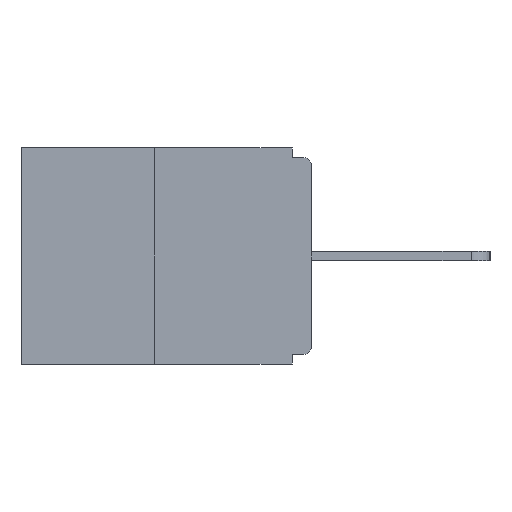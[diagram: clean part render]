
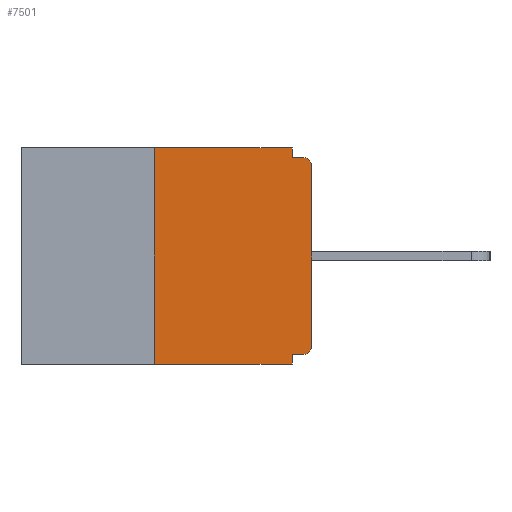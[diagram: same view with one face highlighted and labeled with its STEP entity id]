
A CAD part, left-side view. The second image highlights one B-rep face of the part: STEP entity #7501.
In plain terms, the highlighted planar face has unit normal (-1, 0, 0).
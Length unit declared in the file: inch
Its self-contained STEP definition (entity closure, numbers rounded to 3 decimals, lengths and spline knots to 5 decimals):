
#70 = CARTESIAN_POINT ( 'NONE',  ( 0., 0.031, 0. ) ) ;
#169 = EDGE_CURVE ( 'NONE', #11527, #10371, #1387, .T. ) ;
#216 = VERTEX_POINT ( 'NONE', #1530 ) ;
#493 = CARTESIAN_POINT ( 'NONE',  ( 0., 0.25, -0.343 ) ) ;
#668 = CARTESIAN_POINT ( 'NONE',  ( 0., 0., 0. ) ) ;
#768 = DIRECTION ( 'NONE',  ( 0., -1., 0. ) ) ;
#978 = CARTESIAN_POINT ( 'NONE',  ( 0., 0., -0.015 ) ) ;
#980 = CARTESIAN_POINT ( 'NONE',  ( 0., 0., -0.03 ) ) ;
#1269 = LINE ( 'NONE', #2808, #8347 ) ;
#1294 = ORIENTED_EDGE ( 'NONE', *, *, #9465, .F. ) ;
#1331 = VERTEX_POINT ( 'NONE', #493 ) ;
#1387 = LINE ( 'NONE', #3590, #3485 ) ;
#1432 = LINE ( 'NONE', #3231, #3846 ) ;
#1530 = CARTESIAN_POINT ( 'NONE',  ( 0., 0.031, -0.328 ) ) ;
#1552 = EDGE_CURVE ( 'NONE', #5794, #6712, #6868, .T. ) ;
#1829 = EDGE_CURVE ( 'NONE', #6712, #9013, #8782, .T. ) ;
#1988 = ORIENTED_EDGE ( 'NONE', *, *, #9994, .F. ) ;
#2176 = LINE ( 'NONE', #9099, #5349 ) ;
#2514 = VECTOR ( 'NONE', #11300, 39.37008 ) ;
#2808 = CARTESIAN_POINT ( 'NONE',  ( 0., 0.46, -0.343 ) ) ;
#2932 = DIRECTION ( 'NONE',  ( 0., 0., -1. ) ) ;
#3164 = ORIENTED_EDGE ( 'NONE', *, *, #169, .F. ) ;
#3203 = EDGE_CURVE ( 'NONE', #10498, #5794, #6026, .T. ) ;
#3231 = CARTESIAN_POINT ( 'NONE',  ( 0., 0.25, 0. ) ) ;
#3286 = DIRECTION ( 'NONE',  ( 0., 0., -1. ) ) ;
#3298 = DIRECTION ( 'NONE',  ( -1., 0., 0. ) ) ;
#3436 = DIRECTION ( 'NONE',  ( 0., 0., -1. ) ) ;
#3485 = VECTOR ( 'NONE', #11593, 39.37008 ) ;
#3550 = LINE ( 'NONE', #70, #8001 ) ;
#3590 = CARTESIAN_POINT ( 'NONE',  ( 0., 0.46, 0. ) ) ;
#3811 = ORIENTED_EDGE ( 'NONE', *, *, #8531, .F. ) ;
#3846 = VECTOR ( 'NONE', #6909, 39.37008 ) ;
#4170 = ORIENTED_EDGE ( 'NONE', *, *, #3203, .T. ) ;
#4498 = EDGE_CURVE ( 'NONE', #7210, #9013, #5317, .T. ) ;
#4612 = AXIS2_PLACEMENT_3D ( 'NONE', #7321, #7299, #11239 ) ;
#4650 = VECTOR ( 'NONE', #5851, 39.37008 ) ;
#4773 = DIRECTION ( 'NONE',  ( 0., -1., 0. ) ) ;
#4917 = ORIENTED_EDGE ( 'NONE', *, *, #1552, .T. ) ;
#4942 = LINE ( 'NONE', #8319, #4650 ) ;
#5317 = LINE ( 'NONE', #978, #7332 ) ;
#5349 = VECTOR ( 'NONE', #2932, 39.37008 ) ;
#5571 = CARTESIAN_POINT ( 'NONE',  ( 0., 0.015, -0.015 ) ) ;
#5747 = AXIS2_PLACEMENT_3D ( 'NONE', #10954, #3298, #3286 ) ;
#5794 = VERTEX_POINT ( 'NONE', #10646 ) ;
#5851 = DIRECTION ( 'NONE',  ( 0., 1., 0. ) ) ;
#6026 = CIRCLE ( 'NONE', #4612, 0.015 ) ;
#6516 = CARTESIAN_POINT ( 'NONE',  ( 0., 0.015, -0.328 ) ) ;
#6712 = VERTEX_POINT ( 'NONE', #980 ) ;
#6868 = LINE ( 'NONE', #668, #2514 ) ;
#6909 = DIRECTION ( 'NONE',  ( 0., 0., 1. ) ) ;
#7210 = VERTEX_POINT ( 'NONE', #7632 ) ;
#7253 = CARTESIAN_POINT ( 'NONE',  ( 0., 0.031, 0. ) ) ;
#7299 = DIRECTION ( 'NONE',  ( -1., 0., 0. ) ) ;
#7321 = CARTESIAN_POINT ( 'NONE',  ( 0., 0.015, -0.313 ) ) ;
#7332 = VECTOR ( 'NONE', #768, 39.37008 ) ;
#7501 = ADVANCED_FACE ( 'NONE', ( #9421 ), #7888, .F. ) ;
#7632 = CARTESIAN_POINT ( 'NONE',  ( 0., 0.031, -0.015 ) ) ;
#7888 = PLANE ( 'NONE',  #9015 ) ;
#8001 = VECTOR ( 'NONE', #8566, 39.37008 ) ;
#8319 = CARTESIAN_POINT ( 'NONE',  ( 0., 0., -0.328 ) ) ;
#8347 = VECTOR ( 'NONE', #4773, 39.37008 ) ;
#8531 = EDGE_CURVE ( 'NONE', #10498, #216, #4942, .T. ) ;
#8566 = DIRECTION ( 'NONE',  ( 0., 0., -1. ) ) ;
#8583 = ORIENTED_EDGE ( 'NONE', *, *, #11047, .F. ) ;
#8713 = DIRECTION ( 'NONE',  ( 1., 0., 0. ) ) ;
#8782 = CIRCLE ( 'NONE', #5747, 0.015 ) ;
#9013 = VERTEX_POINT ( 'NONE', #5571 ) ;
#9015 = AXIS2_PLACEMENT_3D ( 'NONE', #11022, #8713, #3436 ) ;
#9025 = EDGE_LOOP ( 'NONE', ( #3164, #8583, #11419, #1988, #3811, #4170, #4917, #9227, #10354, #1294 ) ) ;
#9036 = CARTESIAN_POINT ( 'NONE',  ( 0., 0.031, -0.343 ) ) ;
#9099 = CARTESIAN_POINT ( 'NONE',  ( 0., 0.031, -0.343 ) ) ;
#9227 = ORIENTED_EDGE ( 'NONE', *, *, #1829, .T. ) ;
#9421 = FACE_OUTER_BOUND ( 'NONE', #9025, .T. ) ;
#9465 = EDGE_CURVE ( 'NONE', #10371, #7210, #3550, .T. ) ;
#9643 = CARTESIAN_POINT ( 'NONE',  ( 0., 0.25, 0. ) ) ;
#9994 = EDGE_CURVE ( 'NONE', #216, #10541, #2176, .T. ) ;
#10354 = ORIENTED_EDGE ( 'NONE', *, *, #4498, .F. ) ;
#10371 = VERTEX_POINT ( 'NONE', #7253 ) ;
#10498 = VERTEX_POINT ( 'NONE', #6516 ) ;
#10509 = EDGE_CURVE ( 'NONE', #1331, #10541, #1269, .T. ) ;
#10541 = VERTEX_POINT ( 'NONE', #9036 ) ;
#10646 = CARTESIAN_POINT ( 'NONE',  ( 0., 0., -0.313 ) ) ;
#10954 = CARTESIAN_POINT ( 'NONE',  ( 0., 0.015, -0.03 ) ) ;
#11022 = CARTESIAN_POINT ( 'NONE',  ( 0., 0.46, 0. ) ) ;
#11047 = EDGE_CURVE ( 'NONE', #1331, #11527, #1432, .T. ) ;
#11239 = DIRECTION ( 'NONE',  ( 0., 0., -1. ) ) ;
#11300 = DIRECTION ( 'NONE',  ( 0., 0., 1. ) ) ;
#11419 = ORIENTED_EDGE ( 'NONE', *, *, #10509, .T. ) ;
#11527 = VERTEX_POINT ( 'NONE', #9643 ) ;
#11593 = DIRECTION ( 'NONE',  ( 0., -1., 0. ) ) ;
